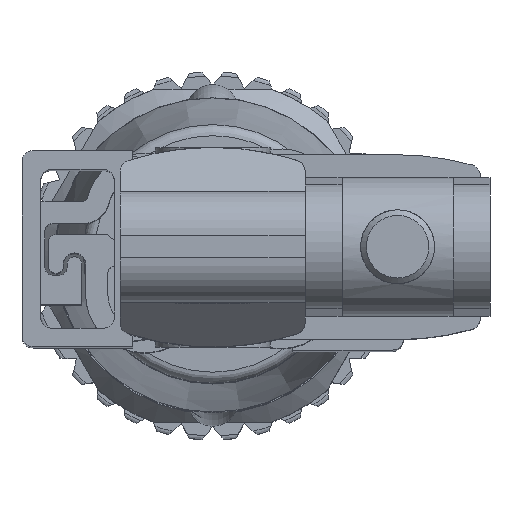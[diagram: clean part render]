
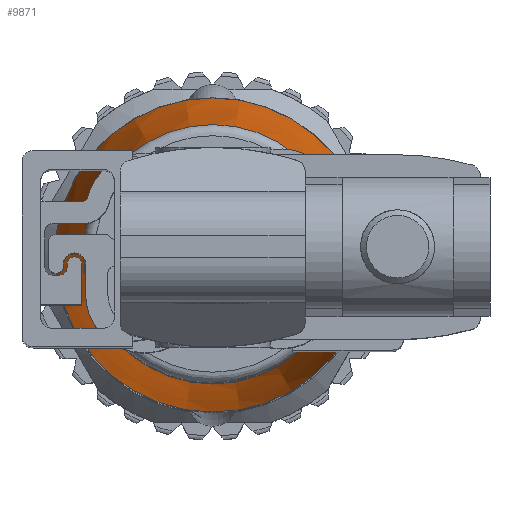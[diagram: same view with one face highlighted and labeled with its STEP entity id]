
A CAD part, top view. The second image highlights one B-rep face of the part: STEP entity #9871.
In plain terms, the highlighted conical face has half-angle 7.907 degrees and reference radius 3.5 mm.
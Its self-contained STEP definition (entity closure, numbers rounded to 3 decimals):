
#41=CONICAL_SURFACE('',#10650,3.5,0.138);
#1983=CIRCLE('',#10649,3.5);
#1984=CIRCLE('',#10651,4.25);
#3570=ORIENTED_EDGE('',*,*,#5156,.F.);
#3571=ORIENTED_EDGE('',*,*,#5155,.T.);
#5155=EDGE_CURVE('',#5949,#5949,#1983,.T.);
#5156=EDGE_CURVE('',#5950,#5950,#1984,.T.);
#5949=VERTEX_POINT('',#15355);
#5950=VERTEX_POINT('',#15358);
#6348=EDGE_LOOP('',(#3570));
#6349=EDGE_LOOP('',(#3571));
#6833=FACE_BOUND('',#6348,.T.);
#6834=FACE_BOUND('',#6349,.T.);
#9871=ADVANCED_FACE('',(#6833,#6834),#41,.T.);
#10649=AXIS2_PLACEMENT_3D('',#15354,#12581,#12582);
#10650=AXIS2_PLACEMENT_3D('',#15356,#12583,#12584);
#10651=AXIS2_PLACEMENT_3D('',#15357,#12585,#12586);
#12581=DIRECTION('',(0.,0.,-1.));
#12582=DIRECTION('',(-1.,0.,0.));
#12583=DIRECTION('',(0.,0.,-1.));
#12584=DIRECTION('',(-1.,0.,0.));
#12585=DIRECTION('',(0.,0.,-1.));
#12586=DIRECTION('',(-1.,0.,0.));
#15354=CARTESIAN_POINT('',(0.,0.,-10.5));
#15355=CARTESIAN_POINT('',(-3.5,0.,-10.5));
#15356=CARTESIAN_POINT('',(0.,0.,-10.5));
#15357=CARTESIAN_POINT('',(0.,0.,-15.9));
#15358=CARTESIAN_POINT('',(-4.25,0.,-15.9));
